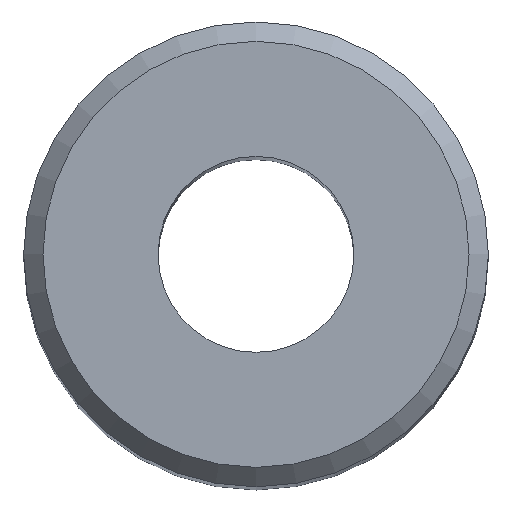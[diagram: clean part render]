
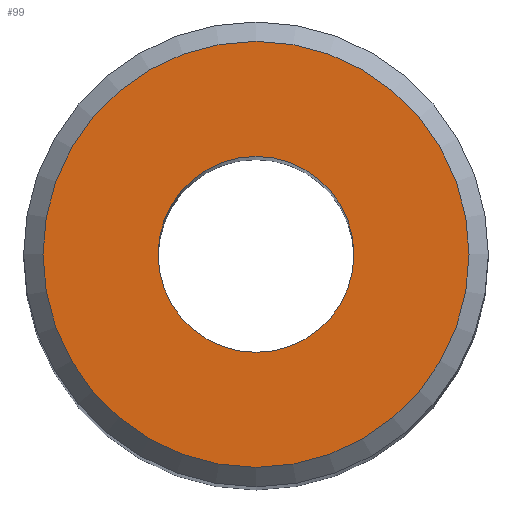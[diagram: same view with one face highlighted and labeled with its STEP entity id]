
A CAD part, top view. The second image highlights one B-rep face of the part: STEP entity #99.
In plain terms, the highlighted planar face has unit normal (0, 0, 1).
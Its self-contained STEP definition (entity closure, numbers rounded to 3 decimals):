
#24=FACE_BOUND('',#41,.T.);
#26=PLANE('',#125);
#33=FACE_OUTER_BOUND('',#40,.T.);
#40=EDGE_LOOP('',(#87));
#41=EDGE_LOOP('',(#88));
#55=CIRCLE('',#124,2.75);
#56=CIRCLE('',#126,1.265);
#61=VERTEX_POINT('',#182);
#62=VERTEX_POINT('',#186);
#69=EDGE_CURVE('',#61,#61,#55,.T.);
#71=EDGE_CURVE('',#62,#62,#56,.F.);
#87=ORIENTED_EDGE('',*,*,#69,.F.);
#88=ORIENTED_EDGE('',*,*,#71,.T.);
#99=ADVANCED_FACE('',(#33,#24),#26,.T.);
#124=AXIS2_PLACEMENT_3D('',#183,#152,#153);
#125=AXIS2_PLACEMENT_3D('',#185,#155,#156);
#126=AXIS2_PLACEMENT_3D('',#187,#157,#158);
#152=DIRECTION('center_axis',(0.,0.,-1.));
#153=DIRECTION('ref_axis',(1.,0.,0.));
#155=DIRECTION('center_axis',(0.,0.,1.));
#156=DIRECTION('ref_axis',(1.,0.,0.));
#157=DIRECTION('center_axis',(0.,0.,1.));
#158=DIRECTION('ref_axis',(1.,0.,0.));
#182=CARTESIAN_POINT('',(-2.75,0.,24.));
#183=CARTESIAN_POINT('Origin',(0.,0.,24.));
#185=CARTESIAN_POINT('Origin',(0.,0.,24.));
#186=CARTESIAN_POINT('',(-1.265,0.,24.));
#187=CARTESIAN_POINT('Origin',(0.,0.,24.));
